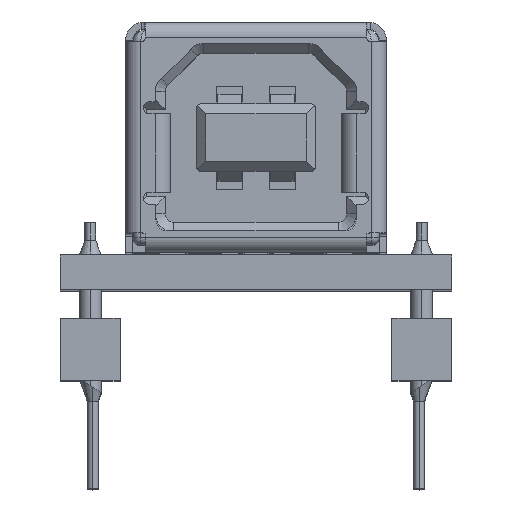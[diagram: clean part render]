
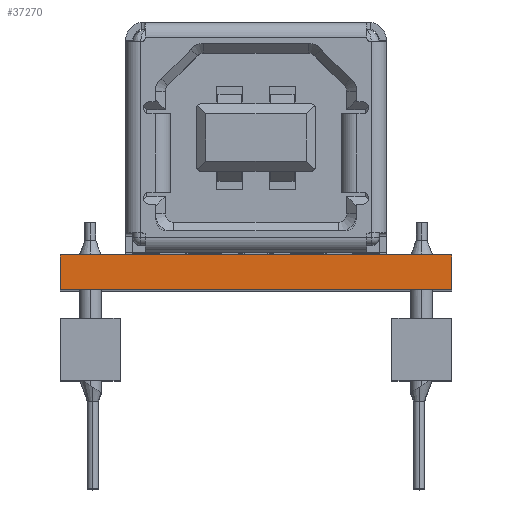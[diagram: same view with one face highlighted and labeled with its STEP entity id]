
A CAD part, top view. The second image highlights one B-rep face of the part: STEP entity #37270.
In plain terms, the highlighted planar face has unit normal (0, 0, 1).
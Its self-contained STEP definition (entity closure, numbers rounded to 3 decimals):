
#50 = EDGE_CURVE ( 'NONE', #29559, #26811, #113, .T. ) ;
#113 = LINE ( 'NONE', #22775, #27529 ) ;
#1486 = ORIENTED_EDGE ( 'NONE', *, *, #6676, .T. ) ;
#2801 = DIRECTION ( 'NONE',  ( 0., 1., 0. ) ) ;
#4155 = CARTESIAN_POINT ( 'NONE',  ( -9., 4.15, 19.15 ) ) ;
#4872 = VECTOR ( 'NONE', #16083, 1000. ) ;
#4887 = CARTESIAN_POINT ( 'NONE',  ( -9., 5.75, 19.15 ) ) ;
#5458 = LINE ( 'NONE', #41818, #14918 ) ;
#6676 = EDGE_CURVE ( 'NONE', #26811, #19567, #5458, .T. ) ;
#8471 = EDGE_CURVE ( 'NONE', #29689, #19567, #31738, .T. ) ;
#10992 = CARTESIAN_POINT ( 'NONE',  ( -9., 5.75, 19.15 ) ) ;
#11653 = FACE_OUTER_BOUND ( 'NONE', #32078, .T. ) ;
#12268 = ORIENTED_EDGE ( 'NONE', *, *, #33436, .F. ) ;
#14734 = PLANE ( 'NONE',  #17697 ) ;
#14918 = VECTOR ( 'NONE', #2801, 1000. ) ;
#16083 = DIRECTION ( 'NONE',  ( 1., 0., 0. ) ) ;
#17134 = CARTESIAN_POINT ( 'NONE',  ( 9., 5.75, 19.15 ) ) ;
#17697 = AXIS2_PLACEMENT_3D ( 'NONE', #4155, #39673, #39824 ) ;
#19098 = ORIENTED_EDGE ( 'NONE', *, *, #50, .T. ) ;
#19567 = VERTEX_POINT ( 'NONE', #17134 ) ;
#20687 = CARTESIAN_POINT ( 'NONE',  ( -9., 4.15, 19.15 ) ) ;
#22775 = CARTESIAN_POINT ( 'NONE',  ( -9., 4.15, 19.15 ) ) ;
#26811 = VERTEX_POINT ( 'NONE', #45227 ) ;
#27529 = VECTOR ( 'NONE', #40815, 1000. ) ;
#29559 = VERTEX_POINT ( 'NONE', #20687 ) ;
#29689 = VERTEX_POINT ( 'NONE', #10992 ) ;
#31738 = LINE ( 'NONE', #4887, #4872 ) ;
#32065 = VECTOR ( 'NONE', #36669, 1000. ) ;
#32078 = EDGE_LOOP ( 'NONE', ( #40840, #12268, #19098, #1486 ) ) ;
#33436 = EDGE_CURVE ( 'NONE', #29559, #29689, #35469, .T. ) ;
#35469 = LINE ( 'NONE', #43731, #32065 ) ;
#36669 = DIRECTION ( 'NONE',  ( 0., 1., 0. ) ) ;
#37270 = ADVANCED_FACE ( 'NONE', ( #11653 ), #14734, .T. ) ;
#39673 = DIRECTION ( 'NONE',  ( 0., 0., 1. ) ) ;
#39824 = DIRECTION ( 'NONE',  ( 1., 0., 0. ) ) ;
#40815 = DIRECTION ( 'NONE',  ( 1., 0., 0. ) ) ;
#40840 = ORIENTED_EDGE ( 'NONE', *, *, #8471, .F. ) ;
#41818 = CARTESIAN_POINT ( 'NONE',  ( 9., 4.15, 19.15 ) ) ;
#43731 = CARTESIAN_POINT ( 'NONE',  ( -9., 4.15, 19.15 ) ) ;
#45227 = CARTESIAN_POINT ( 'NONE',  ( 9., 4.15, 19.15 ) ) ;
